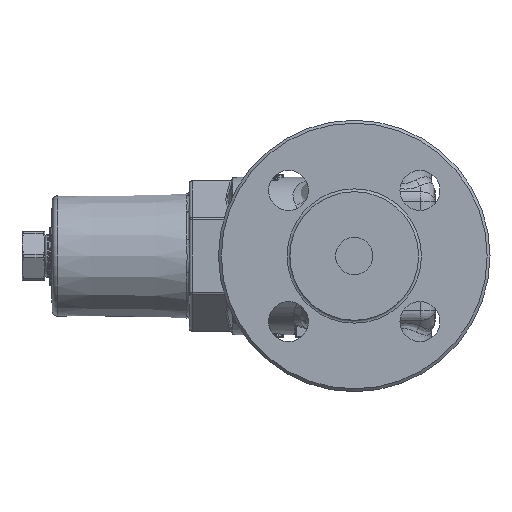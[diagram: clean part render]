
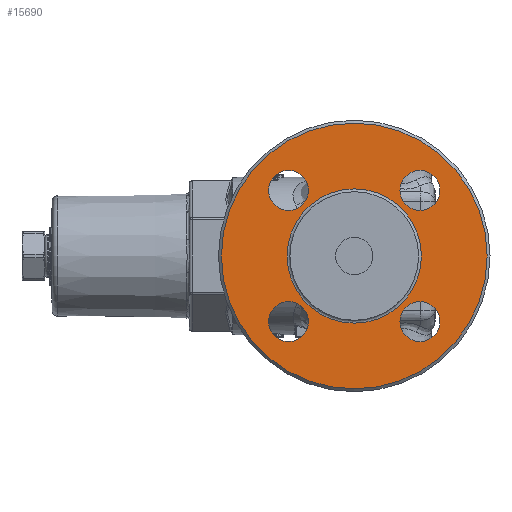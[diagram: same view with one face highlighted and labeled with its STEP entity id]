
A CAD part, left-side view. The second image highlights one B-rep face of the part: STEP entity #15690.
In plain terms, the highlighted planar face has unit normal (-1, 0, 0).
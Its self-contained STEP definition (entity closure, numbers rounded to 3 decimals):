
#2888=FACE_BOUND('',#5517,.T.);
#2889=FACE_BOUND('',#5518,.T.);
#2890=FACE_BOUND('',#5519,.T.);
#2891=FACE_BOUND('',#5520,.T.);
#2892=FACE_BOUND('',#5521,.T.);
#2925=CIRCLE('',#15721,7.);
#2927=CIRCLE('',#15724,7.);
#2929=CIRCLE('',#15727,7.);
#2933=CIRCLE('',#15734,7.);
#3444=CIRCLE('',#16781,46.5);
#3445=CIRCLE('',#16782,23.5);
#4518=FACE_OUTER_BOUND('',#5516,.T.);
#5516=EDGE_LOOP('',(#14541));
#5517=EDGE_LOOP('',(#14542));
#5518=EDGE_LOOP('',(#14543));
#5519=EDGE_LOOP('',(#14544));
#5520=EDGE_LOOP('',(#14545));
#5521=EDGE_LOOP('',(#14546));
#6388=VERTEX_POINT('',#19476);
#6390=VERTEX_POINT('',#19481);
#6392=VERTEX_POINT('',#19486);
#6396=VERTEX_POINT('',#19497);
#7795=VERTEX_POINT('',#45313);
#7796=VERTEX_POINT('',#45315);
#7832=EDGE_CURVE('',#6388,#6388,#2925,.T.);
#7834=EDGE_CURVE('',#6390,#6390,#2927,.T.);
#7836=EDGE_CURVE('',#6392,#6392,#2929,.T.);
#7840=EDGE_CURVE('',#6396,#6396,#2933,.T.);
#10056=EDGE_CURVE('',#7795,#7795,#3444,.T.);
#10057=EDGE_CURVE('',#7796,#7796,#3445,.T.);
#14541=ORIENTED_EDGE('',*,*,#10056,.F.);
#14542=ORIENTED_EDGE('',*,*,#7832,.T.);
#14543=ORIENTED_EDGE('',*,*,#7834,.T.);
#14544=ORIENTED_EDGE('',*,*,#7836,.T.);
#14545=ORIENTED_EDGE('',*,*,#7840,.T.);
#14546=ORIENTED_EDGE('',*,*,#10057,.F.);
#14784=PLANE('',#16780);
#15690=ADVANCED_FACE('',(#4518,#2888,#2889,#2890,#2891,#2892),#14784,.T.);
#15721=AXIS2_PLACEMENT_3D('',#19477,#16856,#16857);
#15724=AXIS2_PLACEMENT_3D('',#19482,#16862,#16863);
#15727=AXIS2_PLACEMENT_3D('',#19487,#16868,#16869);
#15734=AXIS2_PLACEMENT_3D('',#19498,#16882,#16883);
#16780=AXIS2_PLACEMENT_3D('',#45312,#19357,#19358);
#16781=AXIS2_PLACEMENT_3D('',#45314,#19359,#19360);
#16782=AXIS2_PLACEMENT_3D('',#45316,#19361,#19362);
#16856=DIRECTION('center_axis',(1.,0.,0.));
#16857=DIRECTION('ref_axis',(0.,-1.,0.));
#16862=DIRECTION('center_axis',(1.,0.,0.));
#16863=DIRECTION('ref_axis',(0.,0.,
1.));
#16868=DIRECTION('center_axis',(1.,0.,0.));
#16869=DIRECTION('ref_axis',(0.,1.,0.));
#16882=DIRECTION('center_axis',(1.,0.,0.));
#16883=DIRECTION('ref_axis',(0.,0.,-1.));
#19357=DIRECTION('center_axis',(-1.,0.,0.));
#19358=DIRECTION('ref_axis',(0.,1.,0.));
#19359=DIRECTION('center_axis',(1.,0.,0.));
#19360=DIRECTION('ref_axis',(0.,1.,0.));
#19361=DIRECTION('center_axis',(-1.,0.,0.));
#19362=DIRECTION('ref_axis',(0.,1.,0.));
#19476=CARTESIAN_POINT('',(-63.,29.981,-22.981));
#19477=CARTESIAN_POINT('Origin',(-63.,22.981,-22.981));
#19481=CARTESIAN_POINT('',(-63.,-22.981,-29.981));
#19482=CARTESIAN_POINT('Origin',(-63.,-22.981,-22.981));
#19486=CARTESIAN_POINT('',(-63.,-29.981,22.981));
#19487=CARTESIAN_POINT('Origin',(-63.,-22.981,22.981));
#19497=CARTESIAN_POINT('',(-63.,22.981,29.981));
#19498=CARTESIAN_POINT('Origin',(-63.,22.981,22.981));
#45312=CARTESIAN_POINT('Origin',(-63.,0.,0.));
#45313=CARTESIAN_POINT('',(-63.,-46.5,0.));
#45314=CARTESIAN_POINT('Origin',(-63.,0.,0.));
#45315=CARTESIAN_POINT('',(-63.,-23.5,0.));
#45316=CARTESIAN_POINT('Origin',(-63.,0.,0.));
